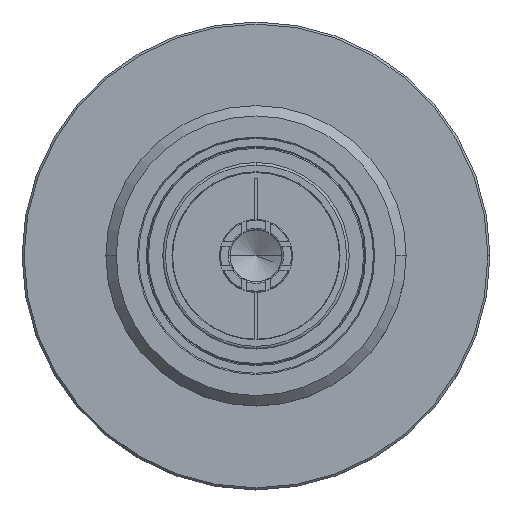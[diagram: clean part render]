
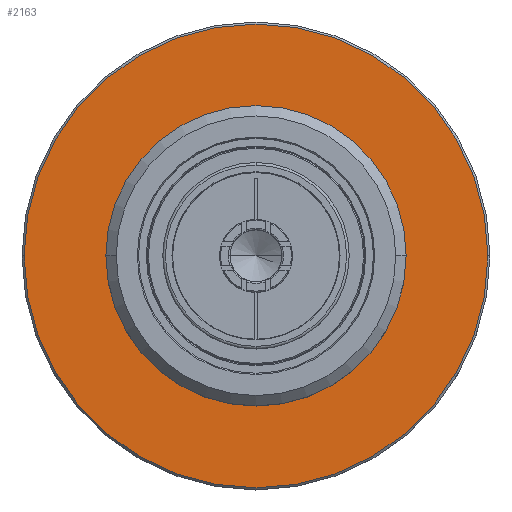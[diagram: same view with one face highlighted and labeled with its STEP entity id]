
A CAD part, top view. The second image highlights one B-rep face of the part: STEP entity #2163.
In plain terms, the highlighted planar face has unit normal (0, 0, 1).
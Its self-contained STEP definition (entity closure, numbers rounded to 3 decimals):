
#858 = VERTEX_POINT ( 'NONE', #6820 ) ;
#874 = VERTEX_POINT ( 'NONE', #6836 ) ;
#877 = VERTEX_POINT ( 'NONE', #6839 ) ;
#878 = VERTEX_POINT ( 'NONE', #6840 ) ;
#1453 = EDGE_LOOP ( 'NONE', ( #3244, #3245 ) ) ;
#1482 = EDGE_LOOP ( 'NONE', ( #3242, #3243 ) ) ;
#2035 = EDGE_CURVE ( 'NONE', #878, #877, #6245, .T. ) ;
#2036 = EDGE_CURVE ( 'NONE', #858, #874, #6247, .T. ) ;
#2163 = ADVANCED_FACE ( 'NONE', ( #7911, #7913 ), #7914, .T. ) ;
#2758 = EDGE_CURVE ( 'NONE', #874, #858, #10402, .T. ) ;
#2763 = EDGE_CURVE ( 'NONE', #877, #878, #10409, .T. ) ;
#3242 = ORIENTED_EDGE ( 'NONE', *, *, #2036, .T. ) ;
#3243 = ORIENTED_EDGE ( 'NONE', *, *, #2758, .T. ) ;
#3244 = ORIENTED_EDGE ( 'NONE', *, *, #2763, .T. ) ;
#3245 = ORIENTED_EDGE ( 'NONE', *, *, #2035, .T. ) ;
#6245 = CIRCLE ( 'NONE', #6250, 13. ) ;
#6247 = CIRCLE ( 'NONE', #6252, 22.3 ) ;
#6250 = AXIS2_PLACEMENT_3D ( 'NONE', #7387, #7388, #7389 ) ;
#6252 = AXIS2_PLACEMENT_3D ( 'NONE', #7390, #7391, #7392 ) ;
#6820 = CARTESIAN_POINT ( 'NONE',  ( -22.3, 0., 0. ) ) ;
#6836 = CARTESIAN_POINT ( 'NONE',  ( 22.3, 0., 0. ) ) ;
#6839 = CARTESIAN_POINT ( 'NONE',  ( -13., 0., 0. ) ) ;
#6840 = CARTESIAN_POINT ( 'NONE',  ( 13., 0., 0. ) ) ;
#7387 = CARTESIAN_POINT ( 'NONE',  ( 0., 0., 0. ) ) ;
#7388 = DIRECTION ( 'NONE',  ( 0., 0., -1. ) ) ;
#7389 = DIRECTION ( 'NONE',  ( -1., 0., 0. ) ) ;
#7390 = CARTESIAN_POINT ( 'NONE',  ( 0., 0., 0. ) ) ;
#7391 = DIRECTION ( 'NONE',  ( 0., 0., 1. ) ) ;
#7392 = DIRECTION ( 'NONE',  ( 1., 0., 0. ) ) ;
#7908 = DIRECTION ( 'NONE',  ( 0., 0., 1. ) ) ;
#7910 = CARTESIAN_POINT ( 'NONE',  ( 0., 22.5, 0. ) ) ;
#7911 = FACE_OUTER_BOUND ( 'NONE', #1482, .T. ) ;
#7913 = FACE_BOUND ( 'NONE', #1453, .T. ) ;
#7914 = PLANE ( 'NONE',  #8620 ) ;
#7916 = DIRECTION ( 'NONE',  ( 1., 0., 0. ) ) ;
#8620 = AXIS2_PLACEMENT_3D ( 'NONE', #7910, #7908, #7916 ) ;
#10402 = CIRCLE ( 'NONE', #10404, 22.3 ) ;
#10404 = AXIS2_PLACEMENT_3D ( 'NONE', #11013, #11014, #11015 ) ;
#10409 = CIRCLE ( 'NONE', #10411, 13. ) ;
#10411 = AXIS2_PLACEMENT_3D ( 'NONE', #11028, #11029, #11030 ) ;
#11013 = CARTESIAN_POINT ( 'NONE',  ( 0., 0., 0. ) ) ;
#11014 = DIRECTION ( 'NONE',  ( 0., 0., 1. ) ) ;
#11015 = DIRECTION ( 'NONE',  ( 1., 0., 0. ) ) ;
#11028 = CARTESIAN_POINT ( 'NONE',  ( 0., 0., 0. ) ) ;
#11029 = DIRECTION ( 'NONE',  ( 0., 0., -1. ) ) ;
#11030 = DIRECTION ( 'NONE',  ( -1., 0., 0. ) ) ;
